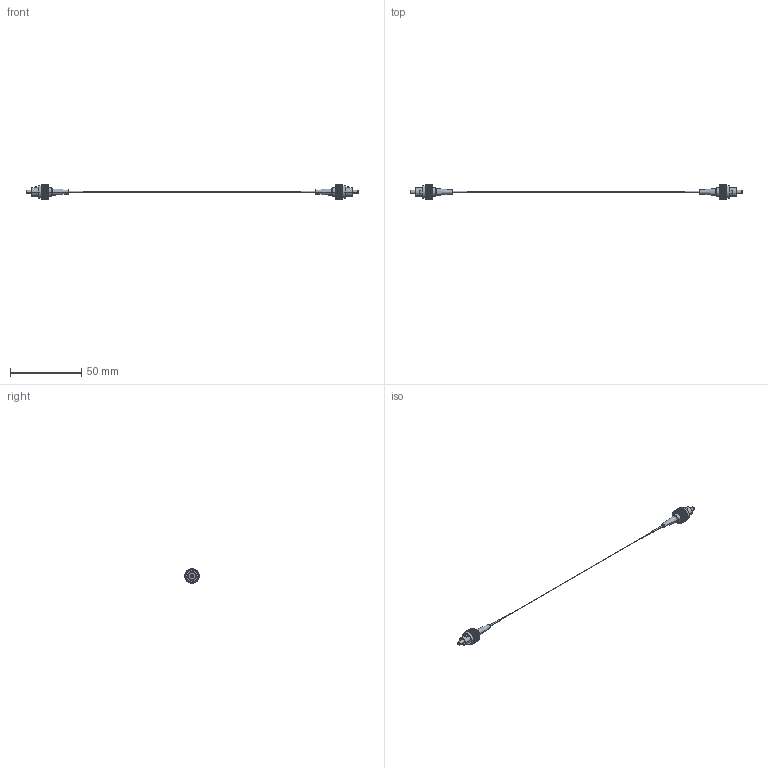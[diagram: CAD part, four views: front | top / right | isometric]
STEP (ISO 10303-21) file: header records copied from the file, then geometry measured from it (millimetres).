
FILE_DESCRIPTION (( 'STEP AP214' ), '1' );
FILE_NAME ('FCA-PM10FCAFCA-0_3D.step', '2023-03-02T18:06:08', ( '' ), ( '' ), 'SwSTEP 2.0', 'SolidWorks 2022', '' );
FILE_SCHEMA (( 'AUTOMOTIVE_DESIGN' ));
Length unit declared in the file: inch
Products named in the file (3): FC______(2)^FCA-PM10FCAFCA-0; 250um_bare_fiber_Fujikura_PM_fiber^FCA-PM10FCAFCA-0; FCA-PM10FCAFCA-0_3D
Assembly tree (3 placements, depth 2):
  FCA-PM10FCAFCA-0_3D
    FC______(2)^FCA-PM10FCAFCA-0  x2
    250um_bare_fiber_Fujikura_PM_fiber^FCA-PM10FCAFCA-0
Bounding box: 232.36 x 9.99 x 9.99 mm (x, y, z)
Volume: 1410.9 mm3; surface area: 2241.2 mm2
Topology: 3 solids, 3 shells, 432 faces, 1218 edges, 808 vertices
Faces by surface type: plane 268, cylinder 152, cone 12
Entity records: 7214 total; most frequent: CARTESIAN_POINT 1242, ORIENTED_EDGE 1224, DIRECTION 1222, EDGE_CURVE 612, VECTOR 450, LINE 450, VERTEX_POINT 406, AXIS2_PLACEMENT_3D 386
